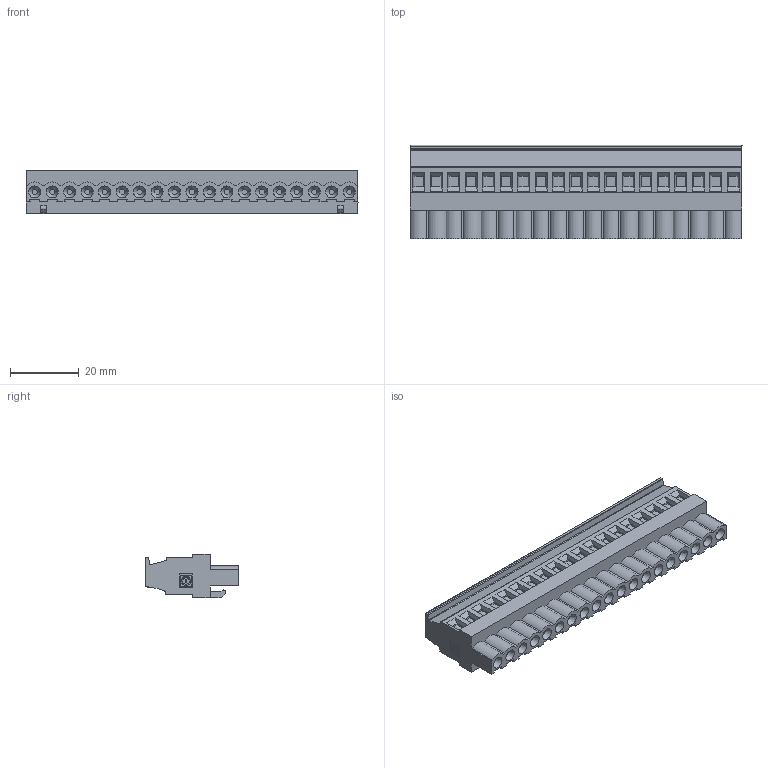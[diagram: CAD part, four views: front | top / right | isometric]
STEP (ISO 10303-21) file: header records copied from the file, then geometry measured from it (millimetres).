
FILE_DESCRIPTION(('STEP AP214'),'1');
FILE_NAME('SV19-5,08-P.stp','2020-05-11T07:18:06',(' '),(' '),'Spatial InterOp 3D',' ',' ');
FILE_SCHEMA(('automotive_design'));
Length unit declared in the file: metre
Products named in the file (1): 1
Bounding box: 96.52 x 27.1 x 12.7 mm (x, y, z)
Volume: 21594.2 mm3; surface area: 9978.5 mm2
Topology: 1 solids, 1 shells, 546 faces, 1374 edges, 891 vertices
Faces by surface type: plane 439, cylinder 87, cone 19, extrusion 1
Full cylindrical faces by diameter (mm): 1.6 x19, 4 x19
Entity records: 19872 total; most frequent: CARTESIAN_POINT 2742, DIRECTION 2575, ORIENTED_EDGE 2558, EDGE_CURVE 1279, VECTOR 983, LINE 982, VERTEX_POINT 853, AXIS2_PLACEMENT_3D 796
